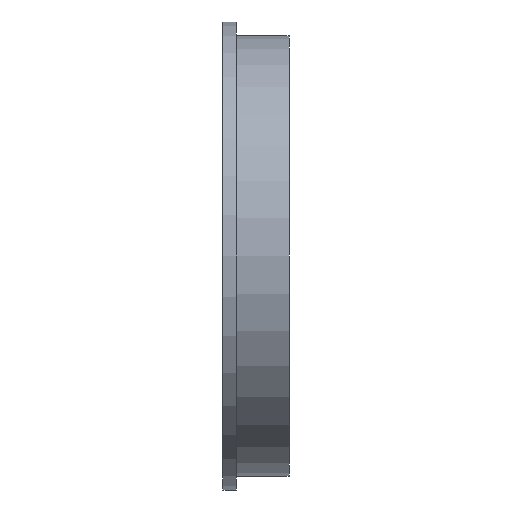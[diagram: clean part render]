
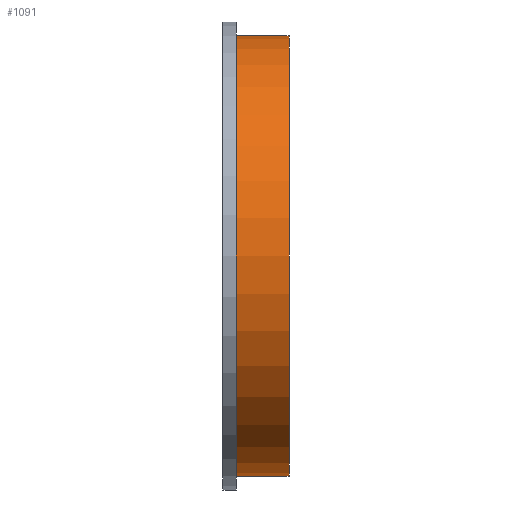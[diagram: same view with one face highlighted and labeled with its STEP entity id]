
A CAD part, left-side view. The second image highlights one B-rep face of the part: STEP entity #1091.
In plain terms, the highlighted cylindrical face has radius 25 mm (diameter 50 mm), a partial arc.
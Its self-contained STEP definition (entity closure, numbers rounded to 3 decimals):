
#12 = LINE ( 'NONE', #565, #921 ) ;
#35 = CARTESIAN_POINT ( 'NONE',  ( 0., 6., 0. ) ) ;
#95 = AXIS2_PLACEMENT_3D ( 'NONE', #211, #475, #638 ) ;
#132 = ORIENTED_EDGE ( 'NONE', *, *, #181, .F. ) ;
#165 = FACE_OUTER_BOUND ( 'NONE', #1024, .T. ) ;
#181 = EDGE_CURVE ( 'NONE', #1686, #1699, #491, .T. ) ;
#211 = CARTESIAN_POINT ( 'NONE',  ( 0., 0., 0. ) ) ;
#220 = VERTEX_POINT ( 'NONE', #300 ) ;
#296 = DIRECTION ( 'NONE',  ( 0., 0., -1. ) ) ;
#300 = CARTESIAN_POINT ( 'NONE',  ( 0., 0., 25. ) ) ;
#355 = CIRCLE ( 'NONE', #95, 25. ) ;
#402 = AXIS2_PLACEMENT_3D ( 'NONE', #1260, #996, #598 ) ;
#475 = DIRECTION ( 'NONE',  ( 0., 1., 0. ) ) ;
#483 = EDGE_CURVE ( 'NONE', #1699, #220, #959, .T. ) ;
#491 = CIRCLE ( 'NONE', #402, 25. ) ;
#517 = CARTESIAN_POINT ( 'NONE',  ( 0., 6., 25. ) ) ;
#565 = CARTESIAN_POINT ( 'NONE',  ( 0., 6., -25. ) ) ;
#598 = DIRECTION ( 'NONE',  ( 0., 0., 1. ) ) ;
#638 = DIRECTION ( 'NONE',  ( 0., 0., 1. ) ) ;
#696 = CARTESIAN_POINT ( 'NONE',  ( 0., 6., 25. ) ) ;
#733 = DIRECTION ( 'NONE',  ( 0., -1., 0. ) ) ;
#838 = ORIENTED_EDGE ( 'NONE', *, *, #1386, .T. ) ;
#908 = ORIENTED_EDGE ( 'NONE', *, *, #483, .F. ) ;
#921 = VECTOR ( 'NONE', #733, 1000. ) ;
#942 = DIRECTION ( 'NONE',  ( 0., -1., 0. ) ) ;
#959 = LINE ( 'NONE', #517, #1330 ) ;
#964 = CYLINDRICAL_SURFACE ( 'NONE', #1052, 25. ) ;
#983 = DIRECTION ( 'NONE',  ( 0., -1., 0. ) ) ;
#991 = EDGE_CURVE ( 'NONE', #1686, #1446, #12, .T. ) ;
#996 = DIRECTION ( 'NONE',  ( 0., 1., 0. ) ) ;
#1024 = EDGE_LOOP ( 'NONE', ( #908, #132, #1567, #838 ) ) ;
#1052 = AXIS2_PLACEMENT_3D ( 'NONE', #35, #983, #296 ) ;
#1091 = ADVANCED_FACE ( 'NONE', ( #165 ), #964, .T. ) ;
#1170 = CARTESIAN_POINT ( 'NONE',  ( 0., 0., -25. ) ) ;
#1260 = CARTESIAN_POINT ( 'NONE',  ( 0., 6., 0. ) ) ;
#1330 = VECTOR ( 'NONE', #942, 1000. ) ;
#1386 = EDGE_CURVE ( 'NONE', #1446, #220, #355, .T. ) ;
#1400 = CARTESIAN_POINT ( 'NONE',  ( 0., 6., -25. ) ) ;
#1446 = VERTEX_POINT ( 'NONE', #1170 ) ;
#1567 = ORIENTED_EDGE ( 'NONE', *, *, #991, .T. ) ;
#1686 = VERTEX_POINT ( 'NONE', #1400 ) ;
#1699 = VERTEX_POINT ( 'NONE', #696 ) ;
